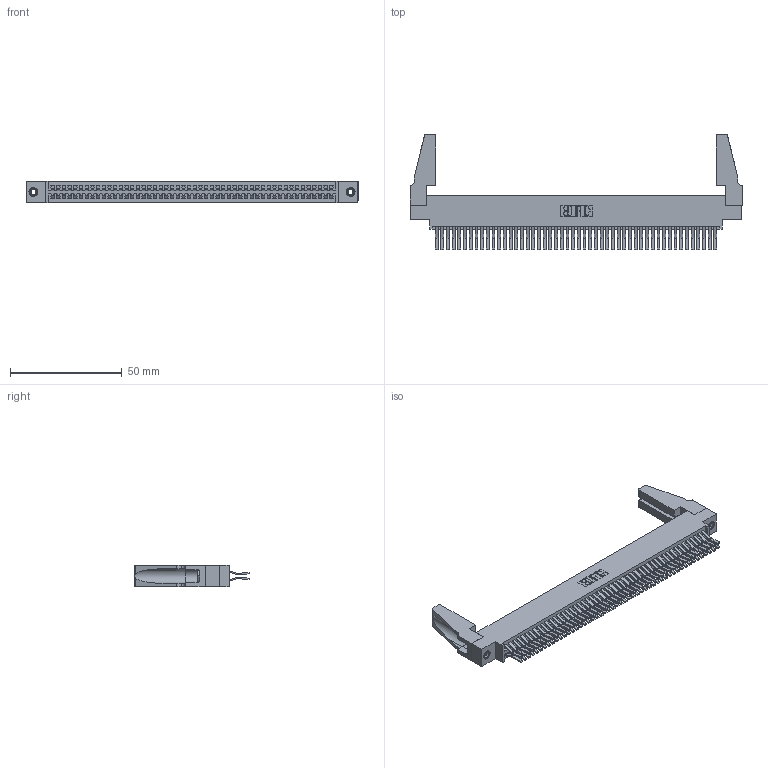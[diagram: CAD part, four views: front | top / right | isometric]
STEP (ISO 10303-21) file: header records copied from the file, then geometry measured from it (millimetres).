
FILE_DESCRIPTION (( 'STEP AP203' ), '1' );
FILE_NAME ('395-100-560-888.STEP', '2019-10-26T17:08:44', ( '' ), ( '' ), 'SwSTEP 2.0', 'SolidWorks 2016', '' );
FILE_SCHEMA (( 'CONFIG_CONTROL_DESIGN' ));
Length unit declared in the file: inch
Products named in the file (5): 345-292-001_560 Tail; 345-250-001_345-250-001-102; 345-220-078_345-220-088; 395-100-560-888; 345 Part_0.170 Offset - 0.156 Dia-TH
Assembly tree (105 placements, depth 2):
  395-100-560-888
    345 Part_0.170 Offset - 0.156 Dia-TH
    345-292-001_560 Tail  x100
    345-250-001_345-250-001-102  x2
    345-220-078_345-220-088  x2
Bounding box: 148.23 x 51.62 x 9.4 mm (x, y, z)
Volume: 18268.4 mm3; surface area: 27302.5 mm2
Topology: 105 solids, 105 shells, 5454 faces, 16167 edges, 10634 vertices
Faces by surface type: plane 3456, cylinder 1982, cone 12, torus 4
Entity records: 40522 total; most frequent: CARTESIAN_POINT 6782, ORIENTED_EDGE 6676, DIRECTION 5978, EDGE_CURVE 3338, LINE 2960, VECTOR 2960, VERTEX_POINT 2218, AXIS2_PLACEMENT_3D 1509
